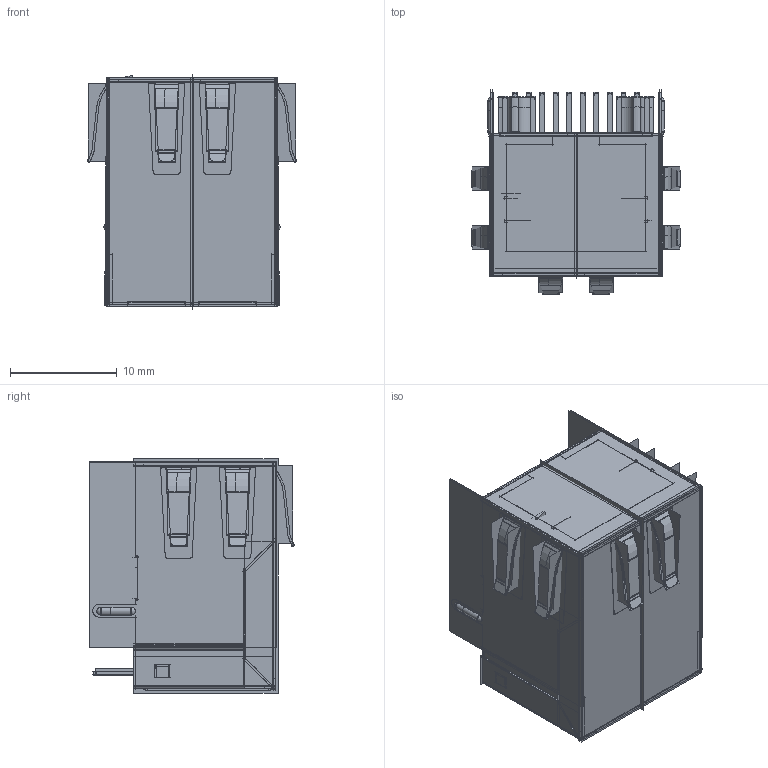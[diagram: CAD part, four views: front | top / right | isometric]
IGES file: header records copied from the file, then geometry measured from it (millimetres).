
Start section:  PTC IGES file: DGKYD111Q138DB2A1D.igs
Global section: file name: DGKYD111Q138DB2A1D.igs; native system: Creo Parametric by PTC Inc.; preprocessor: 2018400; author: Administrator; organization: Unknown; date: 20211213.160037; units: millimetre
Bounding box: 19.66 x 19.27 x 21.94 mm (x, y, z)
Surface area: 112031.3 mm2 (no closed solid volume)
Topology: 0 solids, 0 shells, 2724 faces, 49565 edges, 63710 vertices
Faces by surface type: bspline 2148, revolution 480, extrusion 96
